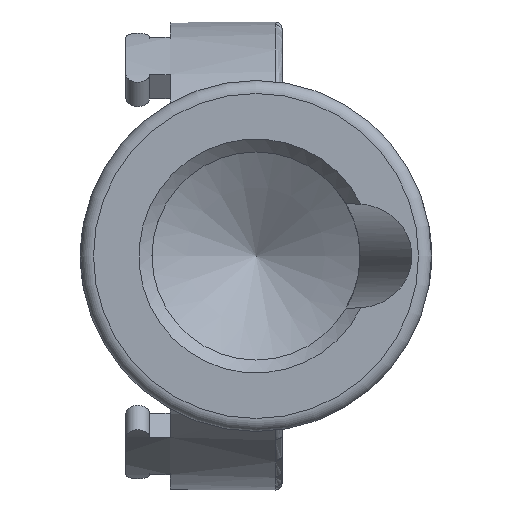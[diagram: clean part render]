
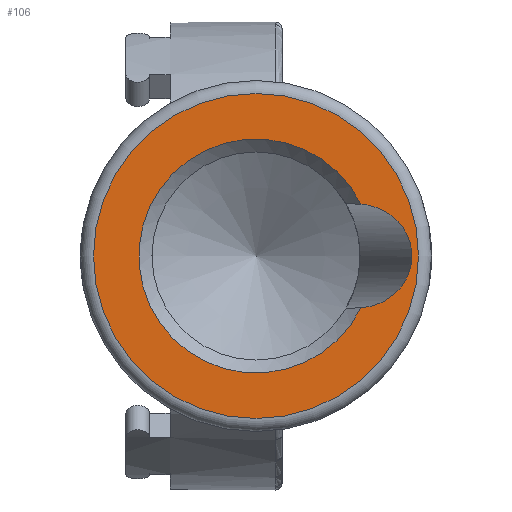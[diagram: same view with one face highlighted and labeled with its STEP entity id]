
A CAD part, front view. The second image highlights one B-rep face of the part: STEP entity #106.
In plain terms, the highlighted planar face has unit normal (0, -1, 0).
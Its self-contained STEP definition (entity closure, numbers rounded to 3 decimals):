
#106 = ADVANCED_FACE( '', ( #273, #274 ), #275, .T. );
#273 = FACE_OUTER_BOUND( '', #829, .T. );
#274 = FACE_BOUND( '', #830, .T. );
#275 = PLANE( '', #831 );
#829 = EDGE_LOOP( '', ( #1555 ) );
#830 = EDGE_LOOP( '', ( #1556, #1557 ) );
#831 = AXIS2_PLACEMENT_3D( '', #1558, #1559, #1560 );
#1555 = ORIENTED_EDGE( '', *, *, #2165, .T. );
#1556 = ORIENTED_EDGE( '', *, *, #2166, .T. );
#1557 = ORIENTED_EDGE( '', *, *, #2167, .T. );
#1558 = CARTESIAN_POINT( '', ( 6.6, -59.04, 0. ) );
#1559 = DIRECTION( '', ( 0., -1., 0. ) );
#1560 = DIRECTION( '', ( 1., 0., 0. ) );
#2165 = EDGE_CURVE( '', #2428, #2428, #2429, .T. );
#2166 = EDGE_CURVE( '', #2430, #2431, #2432, .F. );
#2167 = EDGE_CURVE( '', #2431, #2430, #2433, .F. );
#2428 = VERTEX_POINT( '', #2981 );
#2429 = CIRCLE( '', #2982, 12.5 );
#2430 = VERTEX_POINT( '', #2983 );
#2431 = VERTEX_POINT( '', #2984 );
#2432 = CIRCLE( '', #2985, 9. );
#2433 = ELLIPSE( '', #2986, 4.257, 4. );
#2981 = CARTESIAN_POINT( '', ( 19.1, -59.04, 0. ) );
#2982 = AXIS2_PLACEMENT_3D( '', #4234, #4235, #4236 );
#2983 = CARTESIAN_POINT( '', ( 14.668, -59.04, -3.988 ) );
#2984 = CARTESIAN_POINT( '', ( 14.668, -59.04, 3.988 ) );
#2985 = AXIS2_PLACEMENT_3D( '', #4237, #4238, #4239 );
#2986 = AXIS2_PLACEMENT_3D( '', #4240, #4241, #4242 );
#4234 = CARTESIAN_POINT( '', ( 6.6, -59.04, 0. ) );
#4235 = DIRECTION( '', ( 0., -1., 0. ) );
#4236 = DIRECTION( '', ( 1., 0., 0. ) );
#4237 = CARTESIAN_POINT( '', ( 6.6, -59.04, 0. ) );
#4238 = DIRECTION( '', ( 0., -1., 0. ) );
#4239 = DIRECTION( '', ( 1., 0., 0. ) );
#4240 = CARTESIAN_POINT( '', ( 14.34, -59.04, 0. ) );
#4241 = DIRECTION( '', ( 0., -1., 0. ) );
#4242 = DIRECTION( '', ( -1., 0., 0. ) );
